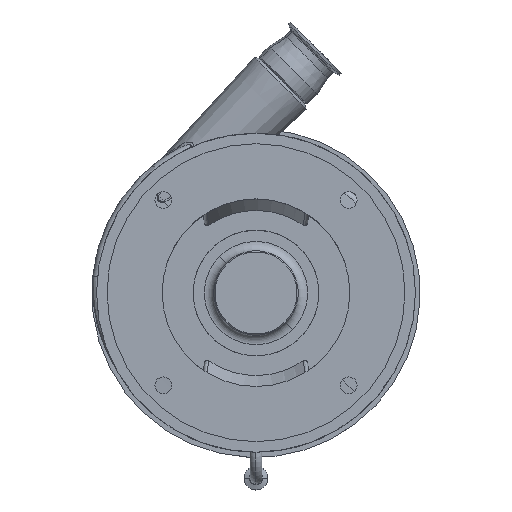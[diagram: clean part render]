
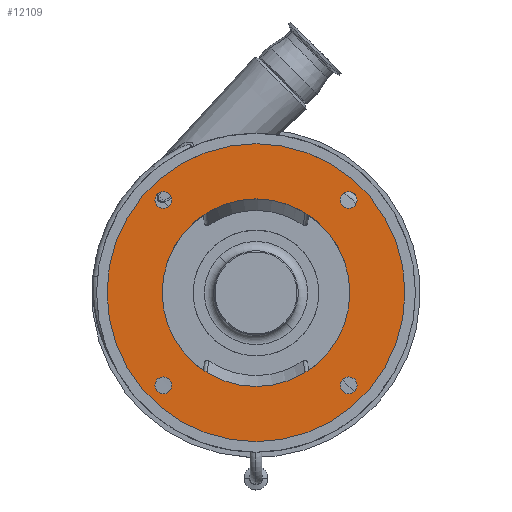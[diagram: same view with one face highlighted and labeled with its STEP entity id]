
A CAD part, top view. The second image highlights one B-rep face of the part: STEP entity #12109.
In plain terms, the highlighted planar face has unit normal (0, 0, 1).
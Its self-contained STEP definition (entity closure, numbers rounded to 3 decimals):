
#241 = DIRECTION ( 'NONE',  ( 0., 0., -1. ) ) ;
#282 = ORIENTED_EDGE ( 'NONE', *, *, #11884, .T. ) ;
#574 = CARTESIAN_POINT ( 'NONE',  ( 0., 0., 254.5 ) ) ;
#758 = EDGE_CURVE ( 'NONE', #14853, #7237, #5801, .T. ) ;
#801 = DIRECTION ( 'NONE',  ( 0., 0., -1. ) ) ;
#1212 = DIRECTION ( 'NONE',  ( 0., 0., -1. ) ) ;
#1227 = EDGE_CURVE ( 'NONE', #11849, #7317, #4247, .T. ) ;
#1412 = DIRECTION ( 'NONE',  ( 0., 0., -1. ) ) ;
#1517 = DIRECTION ( 'NONE',  ( 1., 0., 0. ) ) ;
#1570 = DIRECTION ( 'NONE',  ( 1., 0., 0. ) ) ;
#1604 = AXIS2_PLACEMENT_3D ( 'NONE', #7076, #4630, #12138 ) ;
#1849 = DIRECTION ( 'NONE',  ( 0., 0., -1. ) ) ;
#1867 = CIRCLE ( 'NONE', #14622, 9. ) ;
#1875 = VERTEX_POINT ( 'NONE', #10867 ) ;
#2074 = FACE_BOUND ( 'NONE', #12369, .T. ) ;
#2120 = VERTEX_POINT ( 'NONE', #10988 ) ;
#2225 = DIRECTION ( 'NONE',  ( 0., 0., 1. ) ) ;
#2259 = AXIS2_PLACEMENT_3D ( 'NONE', #16072, #2225, #16137 ) ;
#2284 = ORIENTED_EDGE ( 'NONE', *, *, #13430, .T. ) ;
#2303 = EDGE_LOOP ( 'NONE', ( #16134, #9677 ) ) ;
#2681 = CARTESIAN_POINT ( 'NONE',  ( 0., 0., 254.5 ) ) ;
#2693 = EDGE_LOOP ( 'NONE', ( #14522, #7312 ) ) ;
#2712 = CIRCLE ( 'NONE', #14414, 100. ) ;
#2841 = EDGE_CURVE ( 'NONE', #7317, #11849, #7414, .T. ) ;
#2844 = DIRECTION ( 'NONE',  ( 1., 0., 0. ) ) ;
#3224 = EDGE_CURVE ( 'NONE', #11440, #10824, #5617, .T. ) ;
#3811 = CARTESIAN_POINT ( 'NONE',  ( 107.783, 98.783, 254.5 ) ) ;
#4021 = AXIS2_PLACEMENT_3D ( 'NONE', #8204, #6895, #15839 ) ;
#4247 = CIRCLE ( 'NONE', #13350, 9. ) ;
#4338 = CARTESIAN_POINT ( 'NONE',  ( 158.8, 0., 254.5 ) ) ;
#4600 = CIRCLE ( 'NONE', #10863, 9. ) ;
#4630 = DIRECTION ( 'NONE',  ( 0., 0., -1. ) ) ;
#4750 = DIRECTION ( 'NONE',  ( 1., 0., 0. ) ) ;
#4803 = VERTEX_POINT ( 'NONE', #13726 ) ;
#5522 = VERTEX_POINT ( 'NONE', #12134 ) ;
#5573 = ORIENTED_EDGE ( 'NONE', *, *, #14987, .T. ) ;
#5617 = CIRCLE ( 'NONE', #16027, 9. ) ;
#5801 = CIRCLE ( 'NONE', #13882, 158.8 ) ;
#5891 = CARTESIAN_POINT ( 'NONE',  ( -98.783, -98.783, 254.5 ) ) ;
#5893 = FACE_OUTER_BOUND ( 'NONE', #8109, .T. ) ;
#6019 = CARTESIAN_POINT ( 'NONE',  ( 89.783, 98.783, 254.5 ) ) ;
#6182 = ORIENTED_EDGE ( 'NONE', *, *, #758, .T. ) ;
#6231 = DIRECTION ( 'NONE',  ( 1., 0., 0. ) ) ;
#6375 = EDGE_CURVE ( 'NONE', #5522, #12583, #8658, .T. ) ;
#6478 = EDGE_CURVE ( 'NONE', #2120, #15240, #1867, .T. ) ;
#6816 = DIRECTION ( 'NONE',  ( 1., 0., 0. ) ) ;
#6895 = DIRECTION ( 'NONE',  ( 0., 0., 1. ) ) ;
#6920 = CIRCLE ( 'NONE', #13670, 9. ) ;
#6983 = DIRECTION ( 'NONE',  ( 0., 0., -1. ) ) ;
#7076 = CARTESIAN_POINT ( 'NONE',  ( 98.783, -98.783, 254.5 ) ) ;
#7097 = AXIS2_PLACEMENT_3D ( 'NONE', #574, #1849, #6816 ) ;
#7237 = VERTEX_POINT ( 'NONE', #4338 ) ;
#7312 = ORIENTED_EDGE ( 'NONE', *, *, #15026, .T. ) ;
#7317 = VERTEX_POINT ( 'NONE', #6019 ) ;
#7358 = CARTESIAN_POINT ( 'NONE',  ( 89.783, -98.783, 254.5 ) ) ;
#7414 = CIRCLE ( 'NONE', #8470, 9. ) ;
#7604 = EDGE_CURVE ( 'NONE', #4803, #1875, #9467, .T. ) ;
#7703 = CIRCLE ( 'NONE', #14211, 9. ) ;
#8109 = EDGE_LOOP ( 'NONE', ( #2284, #6182 ) ) ;
#8204 = CARTESIAN_POINT ( 'NONE',  ( 0., 0., 254.5 ) ) ;
#8282 = DIRECTION ( 'NONE',  ( 1., 0., 0. ) ) ;
#8408 = ORIENTED_EDGE ( 'NONE', *, *, #2841, .T. ) ;
#8441 = PLANE ( 'NONE',  #4021 ) ;
#8470 = AXIS2_PLACEMENT_3D ( 'NONE', #12615, #1412, #1570 ) ;
#8520 = DIRECTION ( 'NONE',  ( 0., 0., -1. ) ) ;
#8658 = CIRCLE ( 'NONE', #1604, 9. ) ;
#9371 = EDGE_LOOP ( 'NONE', ( #5573, #14642 ) ) ;
#9432 = FACE_BOUND ( 'NONE', #2693, .T. ) ;
#9467 = CIRCLE ( 'NONE', #7097, 100. ) ;
#9509 = FACE_BOUND ( 'NONE', #15148, .T. ) ;
#9604 = CARTESIAN_POINT ( 'NONE',  ( -98.783, 98.783, 254.5 ) ) ;
#9677 = ORIENTED_EDGE ( 'NONE', *, *, #3224, .T. ) ;
#10047 = ORIENTED_EDGE ( 'NONE', *, *, #1227, .T. ) ;
#10737 = DIRECTION ( 'NONE',  ( 1., 0., 0. ) ) ;
#10741 = DIRECTION ( 'NONE',  ( 0., 0., -1. ) ) ;
#10824 = VERTEX_POINT ( 'NONE', #16135 ) ;
#10863 = AXIS2_PLACEMENT_3D ( 'NONE', #15217, #241, #2844 ) ;
#10867 = CARTESIAN_POINT ( 'NONE',  ( 100., 0., 254.5 ) ) ;
#10988 = CARTESIAN_POINT ( 'NONE',  ( -107.783, -98.783, 254.5 ) ) ;
#11124 = CARTESIAN_POINT ( 'NONE',  ( -89.783, -98.783, 254.5 ) ) ;
#11250 = DIRECTION ( 'NONE',  ( 1., 0., 0. ) ) ;
#11335 = CARTESIAN_POINT ( 'NONE',  ( 98.783, 98.783, 254.5 ) ) ;
#11440 = VERTEX_POINT ( 'NONE', #13295 ) ;
#11619 = CIRCLE ( 'NONE', #2259, 158.8 ) ;
#11849 = VERTEX_POINT ( 'NONE', #3811 ) ;
#11884 = EDGE_CURVE ( 'NONE', #1875, #4803, #2712, .T. ) ;
#12033 = DIRECTION ( 'NONE',  ( 1., 0., 0. ) ) ;
#12109 = ADVANCED_FACE ( 'NONE', ( #15688, #9432, #5893, #2074, #14621, #9509 ), #8441, .T. ) ;
#12134 = CARTESIAN_POINT ( 'NONE',  ( 107.783, -98.783, 254.5 ) ) ;
#12138 = DIRECTION ( 'NONE',  ( 1., 0., 0. ) ) ;
#12212 = CARTESIAN_POINT ( 'NONE',  ( -158.8, 0., 254.5 ) ) ;
#12369 = EDGE_LOOP ( 'NONE', ( #13511, #282 ) ) ;
#12583 = VERTEX_POINT ( 'NONE', #7358 ) ;
#12615 = CARTESIAN_POINT ( 'NONE',  ( 98.783, 98.783, 254.5 ) ) ;
#12717 = DIRECTION ( 'NONE',  ( 0., 0., 1. ) ) ;
#13295 = CARTESIAN_POINT ( 'NONE',  ( -107.783, 98.783, 254.5 ) ) ;
#13350 = AXIS2_PLACEMENT_3D ( 'NONE', #11335, #1212, #11250 ) ;
#13430 = EDGE_CURVE ( 'NONE', #7237, #14853, #11619, .T. ) ;
#13511 = ORIENTED_EDGE ( 'NONE', *, *, #7604, .T. ) ;
#13670 = AXIS2_PLACEMENT_3D ( 'NONE', #5891, #801, #8282 ) ;
#13726 = CARTESIAN_POINT ( 'NONE',  ( -100., 0., 254.5 ) ) ;
#13795 = EDGE_CURVE ( 'NONE', #10824, #11440, #4600, .T. ) ;
#13882 = AXIS2_PLACEMENT_3D ( 'NONE', #2681, #12717, #1517 ) ;
#14211 = AXIS2_PLACEMENT_3D ( 'NONE', #14549, #8520, #4750 ) ;
#14414 = AXIS2_PLACEMENT_3D ( 'NONE', #15049, #14735, #6231 ) ;
#14522 = ORIENTED_EDGE ( 'NONE', *, *, #6375, .T. ) ;
#14549 = CARTESIAN_POINT ( 'NONE',  ( 98.783, -98.783, 254.5 ) ) ;
#14621 = FACE_BOUND ( 'NONE', #9371, .T. ) ;
#14622 = AXIS2_PLACEMENT_3D ( 'NONE', #14637, #10741, #12033 ) ;
#14637 = CARTESIAN_POINT ( 'NONE',  ( -98.783, -98.783, 254.5 ) ) ;
#14642 = ORIENTED_EDGE ( 'NONE', *, *, #6478, .T. ) ;
#14735 = DIRECTION ( 'NONE',  ( 0., 0., -1. ) ) ;
#14853 = VERTEX_POINT ( 'NONE', #12212 ) ;
#14987 = EDGE_CURVE ( 'NONE', #15240, #2120, #6920, .T. ) ;
#15026 = EDGE_CURVE ( 'NONE', #12583, #5522, #7703, .T. ) ;
#15049 = CARTESIAN_POINT ( 'NONE',  ( 0., 0., 254.5 ) ) ;
#15148 = EDGE_LOOP ( 'NONE', ( #10047, #8408 ) ) ;
#15217 = CARTESIAN_POINT ( 'NONE',  ( -98.783, 98.783, 254.5 ) ) ;
#15240 = VERTEX_POINT ( 'NONE', #11124 ) ;
#15688 = FACE_BOUND ( 'NONE', #2303, .T. ) ;
#15839 = DIRECTION ( 'NONE',  ( 1., 0., 0. ) ) ;
#16027 = AXIS2_PLACEMENT_3D ( 'NONE', #9604, #6983, #10737 ) ;
#16072 = CARTESIAN_POINT ( 'NONE',  ( 0., 0., 254.5 ) ) ;
#16134 = ORIENTED_EDGE ( 'NONE', *, *, #13795, .T. ) ;
#16135 = CARTESIAN_POINT ( 'NONE',  ( -89.783, 98.783, 254.5 ) ) ;
#16137 = DIRECTION ( 'NONE',  ( 1., 0., 0. ) ) ;
